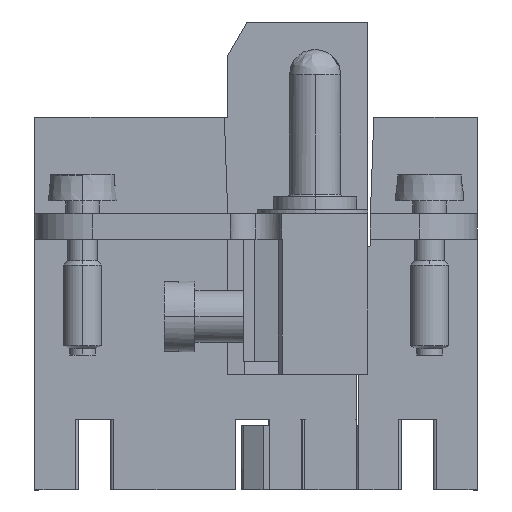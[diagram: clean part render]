
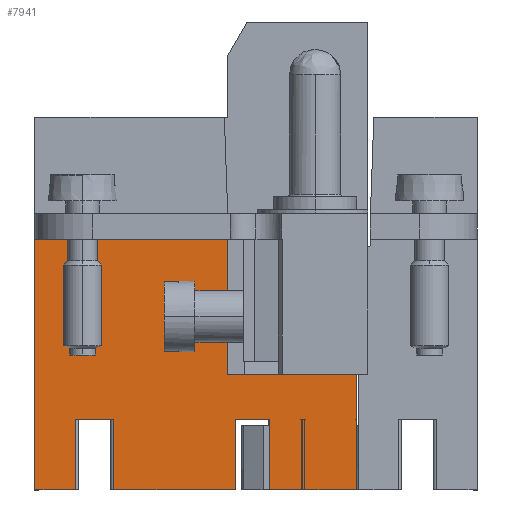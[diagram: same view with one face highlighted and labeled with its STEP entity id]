
A CAD part, front view. The second image highlights one B-rep face of the part: STEP entity #7941.
In plain terms, the highlighted planar face has unit normal (0, -1, 0).
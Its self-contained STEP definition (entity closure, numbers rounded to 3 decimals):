
#7825=AXIS2_PLACEMENT_3D('Plane Axis2P3D',#7822,#7823,#7824) ;
#7822=CARTESIAN_POINT('Axis2P3D Location',(0.,9.2,0.)) ;
#7827=CARTESIAN_POINT('Line Origine',(15.,9.2,14.25)) ;
#7831=CARTESIAN_POINT('Vertex',(15.,9.2,9.)) ;
#7833=CARTESIAN_POINT('Vertex',(15.,9.2,19.5)) ;
#7836=CARTESIAN_POINT('Line Origine',(7.5,9.2,19.5)) ;
#7840=CARTESIAN_POINT('Vertex',(0.,9.2,19.5)) ;
#7843=CARTESIAN_POINT('Line Origine',(0.,9.2,9.75)) ;
#7847=CARTESIAN_POINT('Vertex',(0.,9.2,0.)) ;
#7850=CARTESIAN_POINT('Line Origine',(1.581,9.2,0.)) ;
#7854=CARTESIAN_POINT('Vertex',(3.163,9.2,0.)) ;
#7857=CARTESIAN_POINT('Line Origine',(3.162,9.2,2.75)) ;
#7861=CARTESIAN_POINT('Vertex',(3.162,9.2,5.5)) ;
#7864=CARTESIAN_POINT('Line Origine',(4.65,9.2,5.5)) ;
#7868=CARTESIAN_POINT('Vertex',(6.137,9.2,5.5)) ;
#7871=CARTESIAN_POINT('Line Origine',(6.137,9.2,2.75)) ;
#7875=CARTESIAN_POINT('Vertex',(6.137,9.2,0.)) ;
#7878=CARTESIAN_POINT('Line Origine',(10.869,9.2,0.)) ;
#7882=CARTESIAN_POINT('Vertex',(15.6,9.2,0.)) ;
#7885=CARTESIAN_POINT('Line Origine',(15.6,9.2,2.75)) ;
#7889=CARTESIAN_POINT('Vertex',(15.6,9.2,5.5)) ;
#7892=CARTESIAN_POINT('Line Origine',(16.93,9.2,5.5)) ;
#7896=CARTESIAN_POINT('Vertex',(18.26,9.2,5.5)) ;
#7899=CARTESIAN_POINT('Line Origine',(18.26,9.2,2.75)) ;
#7903=CARTESIAN_POINT('Vertex',(18.26,9.2,0.)) ;
#7906=CARTESIAN_POINT('Line Origine',(21.63,9.2,0.)) ;
#7910=CARTESIAN_POINT('Vertex',(25.,9.2,0.)) ;
#7913=CARTESIAN_POINT('Line Origine',(25.,9.2,4.5)) ;
#7917=CARTESIAN_POINT('Vertex',(25.,9.2,9.)) ;
#7920=CARTESIAN_POINT('Line Origine',(20.,9.2,9.)) ;
#7823=DIRECTION('Axis2P3D Direction',(0.,-1.,0.)) ;
#7824=DIRECTION('Axis2P3D XDirection',(0.,0.,1.)) ;
#7828=DIRECTION('Vector Direction',(0.,0.,1.)) ;
#7837=DIRECTION('Vector Direction',(-1.,0.,0.)) ;
#7844=DIRECTION('Vector Direction',(0.,0.,-1.)) ;
#7851=DIRECTION('Vector Direction',(-1.,0.,0.)) ;
#7858=DIRECTION('Vector Direction',(0.,0.,1.)) ;
#7865=DIRECTION('Vector Direction',(1.,0.,0.)) ;
#7872=DIRECTION('Vector Direction',(0.,0.,-1.)) ;
#7879=DIRECTION('Vector Direction',(1.,0.,0.)) ;
#7886=DIRECTION('Vector Direction',(0.,0.,1.)) ;
#7893=DIRECTION('Vector Direction',(1.,0.,0.)) ;
#7900=DIRECTION('Vector Direction',(0.,0.,-1.)) ;
#7907=DIRECTION('Vector Direction',(1.,0.,0.)) ;
#7914=DIRECTION('Vector Direction',(0.,0.,1.)) ;
#7921=DIRECTION('Vector Direction',(-1.,0.,0.)) ;
#7829=VECTOR('Line Direction',#7828,1.) ;
#7838=VECTOR('Line Direction',#7837,1.) ;
#7845=VECTOR('Line Direction',#7844,1.) ;
#7852=VECTOR('Line Direction',#7851,1.) ;
#7859=VECTOR('Line Direction',#7858,1.) ;
#7866=VECTOR('Line Direction',#7865,1.) ;
#7873=VECTOR('Line Direction',#7872,1.) ;
#7880=VECTOR('Line Direction',#7879,1.) ;
#7887=VECTOR('Line Direction',#7886,1.) ;
#7894=VECTOR('Line Direction',#7893,1.) ;
#7901=VECTOR('Line Direction',#7900,1.) ;
#7908=VECTOR('Line Direction',#7907,1.) ;
#7915=VECTOR('Line Direction',#7914,1.) ;
#7922=VECTOR('Line Direction',#7921,1.) ;
#7926=ORIENTED_EDGE('',*,*,#7835,.T.) ;
#7927=ORIENTED_EDGE('',*,*,#7842,.T.) ;
#7928=ORIENTED_EDGE('',*,*,#7849,.T.) ;
#7929=ORIENTED_EDGE('',*,*,#7856,.F.) ;
#7930=ORIENTED_EDGE('',*,*,#7863,.T.) ;
#7931=ORIENTED_EDGE('',*,*,#7870,.T.) ;
#7932=ORIENTED_EDGE('',*,*,#7877,.T.) ;
#7933=ORIENTED_EDGE('',*,*,#7884,.T.) ;
#7934=ORIENTED_EDGE('',*,*,#7891,.T.) ;
#7935=ORIENTED_EDGE('',*,*,#7898,.T.) ;
#7936=ORIENTED_EDGE('',*,*,#7905,.T.) ;
#7937=ORIENTED_EDGE('',*,*,#7912,.T.) ;
#7938=ORIENTED_EDGE('',*,*,#7919,.T.) ;
#7939=ORIENTED_EDGE('',*,*,#7924,.T.) ;
#7941=ADVANCED_FACE('57724_EPBU_HDC_MF.1\\57724_EPBU_HDC_M.1\\PE-Bu',(#7940),#7826,.T.) ;
#7835=EDGE_CURVE('',#7832,#7834,#7830,.T.) ;
#7842=EDGE_CURVE('',#7834,#7841,#7839,.T.) ;
#7849=EDGE_CURVE('',#7841,#7848,#7846,.T.) ;
#7856=EDGE_CURVE('',#7855,#7848,#7853,.T.) ;
#7863=EDGE_CURVE('',#7855,#7862,#7860,.T.) ;
#7870=EDGE_CURVE('',#7862,#7869,#7867,.T.) ;
#7877=EDGE_CURVE('',#7869,#7876,#7874,.T.) ;
#7884=EDGE_CURVE('',#7876,#7883,#7881,.T.) ;
#7891=EDGE_CURVE('',#7883,#7890,#7888,.T.) ;
#7898=EDGE_CURVE('',#7890,#7897,#7895,.T.) ;
#7905=EDGE_CURVE('',#7897,#7904,#7902,.T.) ;
#7912=EDGE_CURVE('',#7904,#7911,#7909,.T.) ;
#7919=EDGE_CURVE('',#7911,#7918,#7916,.T.) ;
#7924=EDGE_CURVE('',#7918,#7832,#7923,.T.) ;
#7925=EDGE_LOOP('',(#7926,#7927,#7928,#7929,#7930,#7931,#7932,#7933,#7934,#7935,#7936,#7937,#7938,#7939)) ;
#7940=FACE_OUTER_BOUND('',#7925,.T.) ;
#7830=LINE('Line',#7827,#7829) ;
#7839=LINE('Line',#7836,#7838) ;
#7846=LINE('Line',#7843,#7845) ;
#7853=LINE('Line',#7850,#7852) ;
#7860=LINE('Line',#7857,#7859) ;
#7867=LINE('Line',#7864,#7866) ;
#7874=LINE('Line',#7871,#7873) ;
#7881=LINE('Line',#7878,#7880) ;
#7888=LINE('Line',#7885,#7887) ;
#7895=LINE('Line',#7892,#7894) ;
#7902=LINE('Line',#7899,#7901) ;
#7909=LINE('Line',#7906,#7908) ;
#7916=LINE('Line',#7913,#7915) ;
#7923=LINE('Line',#7920,#7922) ;
#7826=PLANE('',#7825) ;
#7832=VERTEX_POINT('',#7831) ;
#7834=VERTEX_POINT('',#7833) ;
#7841=VERTEX_POINT('',#7840) ;
#7848=VERTEX_POINT('',#7847) ;
#7855=VERTEX_POINT('',#7854) ;
#7862=VERTEX_POINT('',#7861) ;
#7869=VERTEX_POINT('',#7868) ;
#7876=VERTEX_POINT('',#7875) ;
#7883=VERTEX_POINT('',#7882) ;
#7890=VERTEX_POINT('',#7889) ;
#7897=VERTEX_POINT('',#7896) ;
#7904=VERTEX_POINT('',#7903) ;
#7911=VERTEX_POINT('',#7910) ;
#7918=VERTEX_POINT('',#7917) ;
